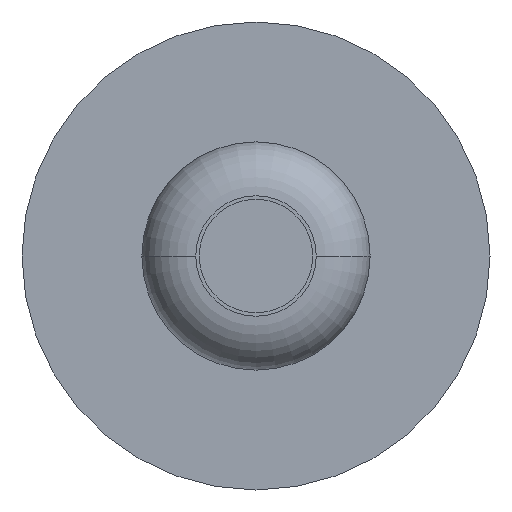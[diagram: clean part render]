
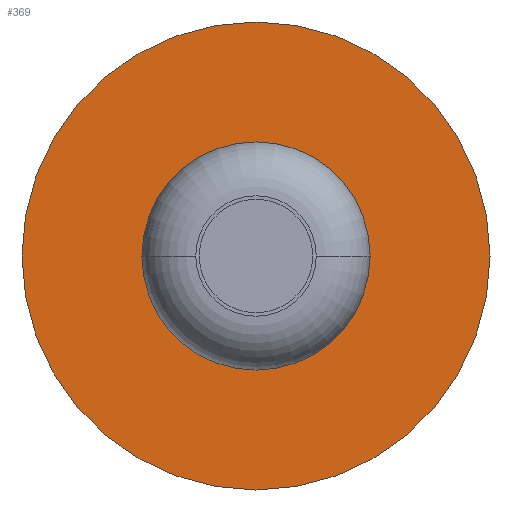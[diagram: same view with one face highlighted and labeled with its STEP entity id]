
A CAD part, front view. The second image highlights one B-rep face of the part: STEP entity #369.
In plain terms, the highlighted planar face has unit normal (0, -1, 0).
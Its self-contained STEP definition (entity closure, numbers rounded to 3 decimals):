
#84=CARTESIAN_POINT('',(0.,-0.74,0.));
#85=DIRECTION('',(0.,-1.,0.));
#86=DIRECTION('',(-1.,0.,0.));
#87=AXIS2_PLACEMENT_3D('',#84,#85,#86);
#89=CARTESIAN_POINT('',(0.,-0.74,0.));
#90=DIRECTION('',(0.,1.,0.));
#91=DIRECTION('',(-1.,0.,0.));
#92=AXIS2_PLACEMENT_3D('',#89,#90,#91);
#94=CARTESIAN_POINT('',(0.,-0.74,0.));
#95=DIRECTION('',(0.,1.,0.));
#96=DIRECTION('',(-1.,0.,0.));
#97=AXIS2_PLACEMENT_3D('',#94,#95,#96);
#143=CARTESIAN_POINT('',(0.,-0.74,0.));
#144=DIRECTION('',(0.,-1.,0.));
#145=DIRECTION('',(-1.,0.,0.));
#146=AXIS2_PLACEMENT_3D('',#143,#144,#145);
#175=CARTESIAN_POINT('',(-1.65,-0.74,0.));
#177=VERTEX_POINT('',#175);
#183=CARTESIAN_POINT('',(1.65,-0.74,0.));
#185=VERTEX_POINT('',#183);
#186=CARTESIAN_POINT('',(-0.805,-0.74,0.));
#187=CARTESIAN_POINT('',(0.805,-0.74,0.));
#188=VERTEX_POINT('',#186);
#189=VERTEX_POINT('',#187);
#354=CARTESIAN_POINT('',(0.,-0.74,0.));
#355=DIRECTION('',(0.,1.,0.));
#356=DIRECTION('',(1.,0.,0.));
#357=AXIS2_PLACEMENT_3D('',#354,#355,#356);
#358=PLANE('',#357);
#359=ORIENTED_EDGE('',*,*,#347,.F.);
#360=ORIENTED_EDGE('',*,*,#336,.T.);
#361=EDGE_LOOP('',(#359,#360));
#362=FACE_OUTER_BOUND('',#361,.F.);
#364=ORIENTED_EDGE('',*,*,#363,.F.);
#366=ORIENTED_EDGE('',*,*,#365,.T.);
#367=EDGE_LOOP('',(#364,#366));
#368=FACE_BOUND('',#367,.F.);
#369=ADVANCED_FACE('',(#362,#368),#358,.F.);
#88=CIRCLE('',#87,1.65);
#93=CIRCLE('',#92,1.65);
#98=CIRCLE('',#97,0.805);
#147=CIRCLE('',#146,0.805);
#336=EDGE_CURVE('',#177,#185,#93,.T.);
#347=EDGE_CURVE('',#177,#185,#88,.T.);
#363=EDGE_CURVE('',#188,#189,#98,.T.);
#365=EDGE_CURVE('',#188,#189,#147,.T.);
